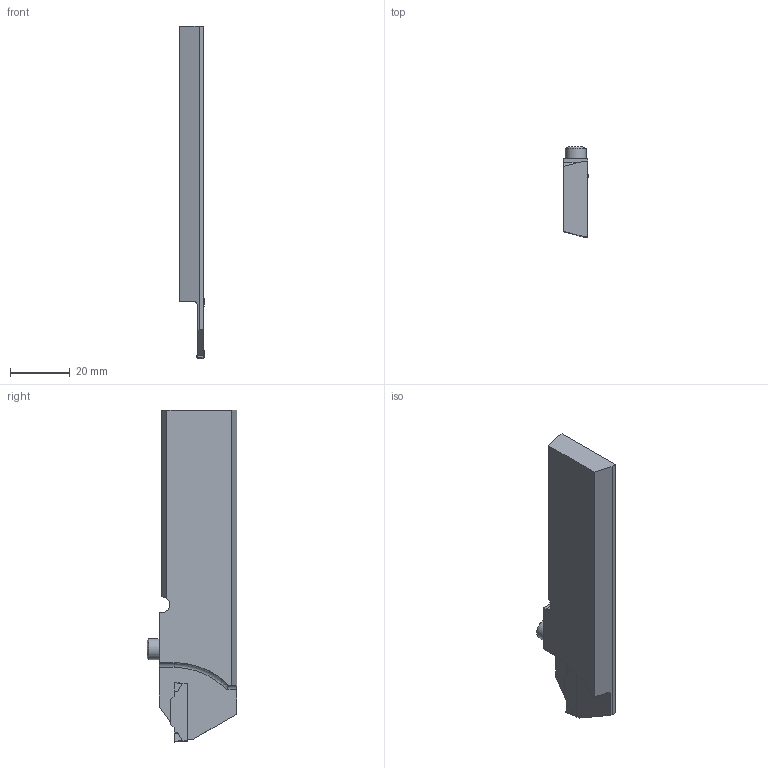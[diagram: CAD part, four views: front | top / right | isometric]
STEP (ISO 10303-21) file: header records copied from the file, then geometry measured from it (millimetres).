
FILE_DESCRIPTION(/* description */ (''),/* implementation_level */ '2;1');
FILE_NAME(/* name */ '1548394857905.stp',/* time_stamp */ '2019-01-25T11:11:22+06:00',/* author */ (''),/* organization */ ('SMS'),/* preprocessor_version */ 'ST-DEVELOPER v15',/* originating_system */ 'SIEMENS PLM Software NX 8.5',/* authorisation */ '');
FILE_SCHEMA (('AUTOMOTIVE_DESIGN { 1 0 10303 214 3 1 1 1 }'));
Length unit declared in the file: millimetre
Products named in the file (4): ASSEMBLY_CONSTRUCTION; 201539461mod000_00; 201685268mod000_00; 201685267mod000_00
Assembly tree (3 placements, depth 2):
  201685267mod000_00
    201685268mod000_00
    201539461mod000_00
    ASSEMBLY_CONSTRUCTION
Bounding box: 8.25 x 30 x 110.8 mm (x, y, z)
Volume: 17769.2 mm3; surface area: 7273.9 mm2
Topology: 2 solids, 2 shells, 62 faces, 169 edges, 118 vertices
Faces by surface type: plane 43, cylinder 11, extrusion 6, torus 1, cone 1
Full cylindrical faces by diameter (mm): 7 x1
Entity records: 2335 total; most frequent: CARTESIAN_POINT 639, ORIENTED_EDGE 332, DIRECTION 297, EDGE_CURVE 166, VECTOR 131, LINE 125, VERTEX_POINT 111, AXIS2_PLACEMENT_3D 83
